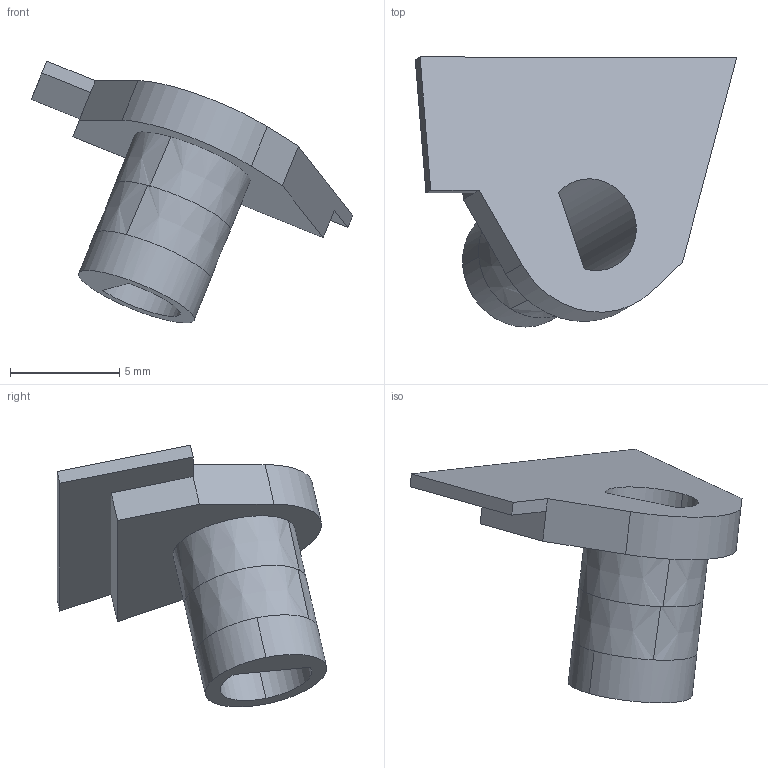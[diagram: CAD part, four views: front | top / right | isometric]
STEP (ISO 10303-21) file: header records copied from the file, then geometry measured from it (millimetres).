
FILE_DESCRIPTION (( 'STEP AP203' ), '1' );
FILE_NAME ('MC - D R - Add Pivot.STEP', '2017-09-20T01:21:22', ( '' ), ( '' ), 'SwSTEP 2.0', 'SolidWorks 2016', '' );
FILE_SCHEMA (( 'CONFIG_CONTROL_DESIGN' ));
Length unit declared in the file: millimetre
Products named in the file (1): MC - D R - Add Pivot
Bounding box: 14.72 x 12.35 x 11.99 mm (x, y, z)
Volume: 278.9 mm3; surface area: 567.9 mm2
Topology: 1 solids, 1 shells, 22 faces, 56 edges, 37 vertices
Faces by surface type: plane 13, cylinder 5, bspline 4
Entity records: 1151 total; most frequent: CARTESIAN_POINT 554, ORIENTED_EDGE 112, DIRECTION 96, EDGE_CURVE 56, VERTEX_POINT 37, LINE 34, VECTOR 34, AXIS2_PLACEMENT_3D 31
